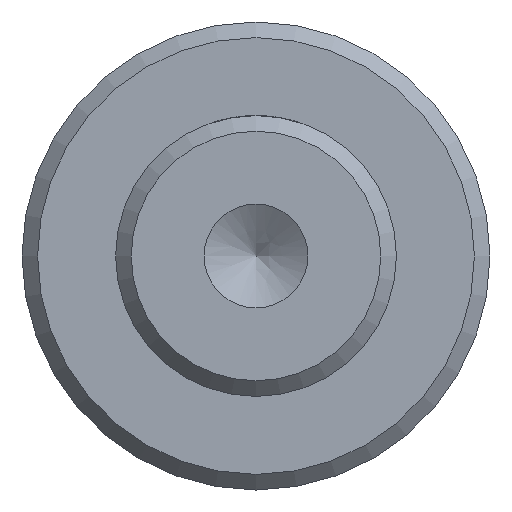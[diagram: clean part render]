
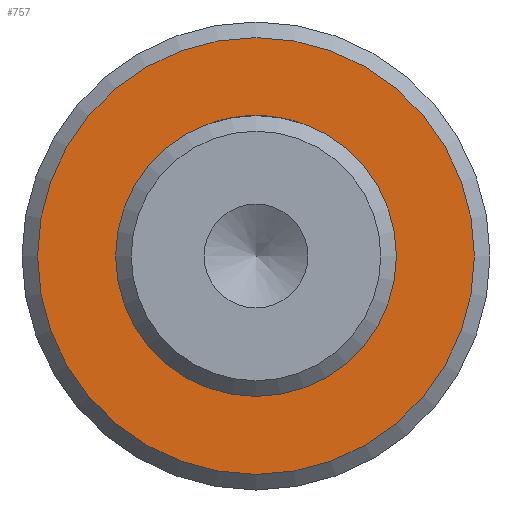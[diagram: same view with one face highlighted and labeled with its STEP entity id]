
A CAD part, left-side view. The second image highlights one B-rep face of the part: STEP entity #757.
In plain terms, the highlighted planar face has unit normal (-1, 0, 0).
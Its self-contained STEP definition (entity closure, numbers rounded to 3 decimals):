
#723=CARTESIAN_POINT('',(-29.,14.,0.));
#724=VERTEX_POINT('',#723);
#725=CARTESIAN_POINT('',(-29.,0.,0.0));
#726=DIRECTION('',(1.0,0.0,0.0));
#727=DIRECTION('',(0.0,-1.0,0.0));
#728=AXIS2_PLACEMENT_3D('',#725,#726,#727);
#729=CIRCLE('',#728,14.);
#730=EDGE_CURVE('',#724,#724,#729,.T.);
#738=CARTESIAN_POINT('',(-29.,12.,0.0));
#739=DIRECTION('',(-1.0,0.0,0.0));
#740=DIRECTION('',(0.0,0.0,1.0));
#741=AXIS2_PLACEMENT_3D('',#738,#739,#740);
#742=PLANE('',#741);
#743=ORIENTED_EDGE('',*,*,#730,.F.);
#744=EDGE_LOOP('',(#743));
#745=FACE_OUTER_BOUND('',#744,.T.);
#746=CARTESIAN_POINT('',(-29.,9.,0.0));
#747=VERTEX_POINT('',#746);
#748=CARTESIAN_POINT('',(-29.,0.,0.0));
#749=DIRECTION('',(1.0,0.0,0.0));
#750=DIRECTION('',(0.0,1.0,0.0));
#751=AXIS2_PLACEMENT_3D('',#748,#749,#750);
#752=CIRCLE('',#751,9.);
#753=EDGE_CURVE('',#747,#747,#752,.T.);
#754=ORIENTED_EDGE('',*,*,#753,.T.);
#755=EDGE_LOOP('',(#754));
#756=FACE_BOUND('',#755,.T.);
#757=ADVANCED_FACE('',(#745,#756),#742,.T.);
